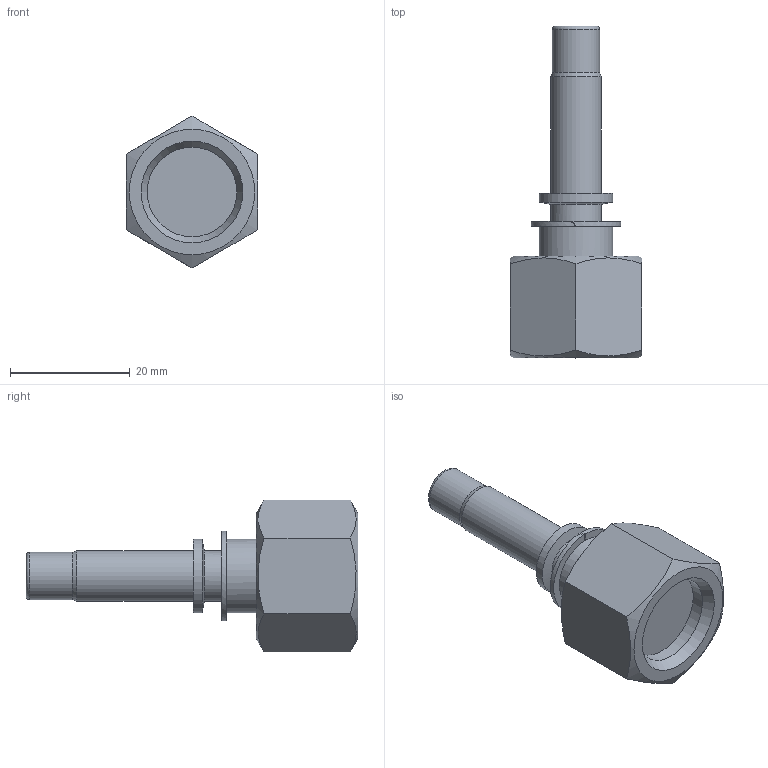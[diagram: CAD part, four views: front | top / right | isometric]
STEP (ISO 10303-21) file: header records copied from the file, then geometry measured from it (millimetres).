
FILE_DESCRIPTION(/* description */ ('Unknown'),/* implementation_level */ '2;1');
FILE_NAME(/* name */ '31620_DKR NW08_G3_8_vz_17_08_2023',/* time_stamp */ '2023-08-17T13:37:07+02:00',/* author */ ('Unknown'),/* organization */ ('Unknown'),/* preprocessor_version */ 'ST-DEVELOPER v18.104',/* originating_system */ 'Solid Edge',/* authorisation */ 'Unknown');
FILE_SCHEMA (('AUTOMOTIVE_DESIGN {1 0 10303 214 3 1 1}'));
Length unit declared in the file: millimetre
Products named in the file (1): 31620_DKR NW08_G3_8_vz_17_08_2023
Bounding box: 22 x 55.5 x 25.4 mm (x, y, z)
Volume: 8865.2 mm3; surface area: 3590 mm2
Topology: 1 solids, 1 shells, 32 faces, 69 edges, 43 vertices
Faces by surface type: plane 17, cylinder 8, cone 5, torus 2
Full cylindrical faces by diameter (mm): 5.5 x1, 7.9 x1, 8.4 x2, 12.3 x2, 14.95 x1
Entity records: 1068 total; most frequent: CARTESIAN_POINT 198, DIRECTION 132, ORIENTED_EDGE 106, AXIS2_PLACEMENT_3D 60, EDGE_CURVE 53, EDGE_LOOP 49, FACE_BOUND 49, VERTEX_POINT 40
